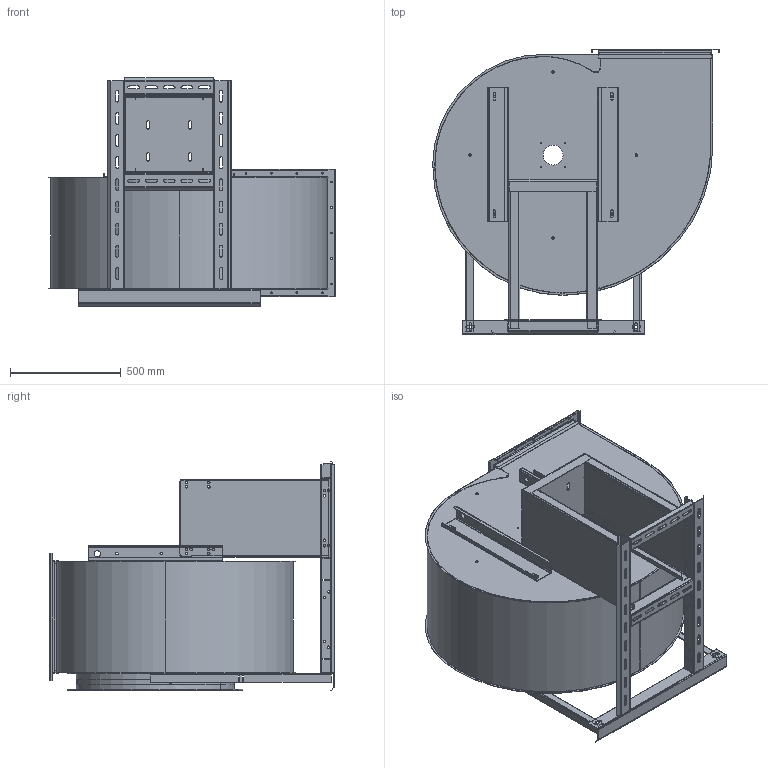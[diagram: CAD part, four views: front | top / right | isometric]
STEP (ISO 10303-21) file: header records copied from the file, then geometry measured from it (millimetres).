
FILE_DESCRIPTION(('STEP AP203'), '1');
FILE_NAME('BP 80-70-7.1', '', ('UNSPECIFIED'), ('UNSPECIFIED'), 'ASCON STEP Converter 1.3', 'ASCON Math Kernel', '');
FILE_SCHEMA(('CONFIG_CONTROL_DESIGN'));
Length unit declared in the file: millimetre
Bounding box: 1293 x 1286.85 x 1033.28 mm (x, y, z)
Volume: 17523366.9 mm3; surface area: 14927417.9 mm2
Topology: 17 solids, 17 shells, 1778 faces, 5115 edges, 3217 vertices
Faces by surface type: plane 1132, cylinder 474, bspline 168, cone 2, torus 2
Full cylindrical faces by diameter (mm): 5 x4, 6 x2, 8.5 x36, 10.5 x16, 11 x6, 11.3 x69, 28 x2, 90 x1, 130 x1, 397.498 x1, 467.5 x1, 484 x1, 487 x1, 497 x1, 503 x1, 707 x1, 710 x3, 720 x1, 790 x2
Entity records: 75776 total; most frequent: CARTESIAN_POINT 15752, ORIENTED_EDGE 9922, DIRECTION 8652, EDGE_CURVE 4961, VERTEX_POINT 3217, LINE 3106, VECTOR 3106, AXIS2_PLACEMENT_3D 2773
